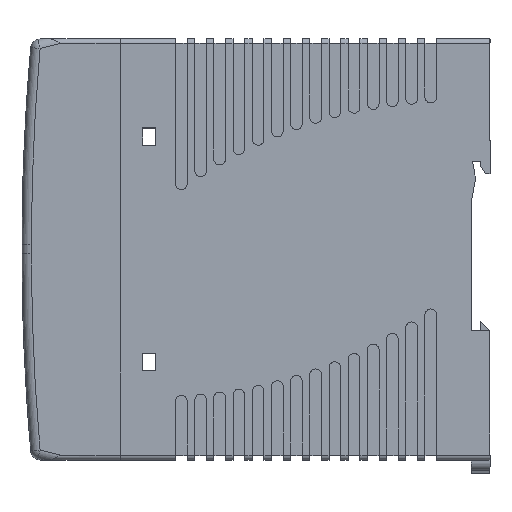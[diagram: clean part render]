
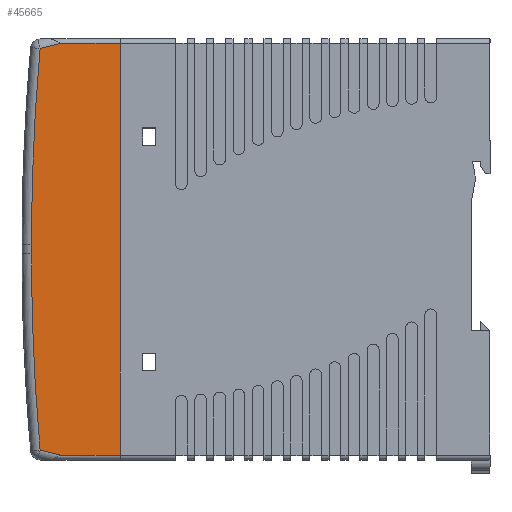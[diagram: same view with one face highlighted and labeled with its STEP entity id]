
A CAD part, top view. The second image highlights one B-rep face of the part: STEP entity #45665.
In plain terms, the highlighted face is planar.
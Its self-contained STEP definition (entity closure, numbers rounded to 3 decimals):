
#44979=CARTESIAN_POINT('',(-50.339,-70.214,0.0));
#44980=VERTEX_POINT('',#44979);
#44988=CARTESIAN_POINT('',(-37.585,-70.214,0.0));
#44989=VERTEX_POINT('',#44988);
#44990=CARTESIAN_POINT('',(-50.339,-70.214,0.0));
#44991=DIRECTION('',(1.0,0.0,0.0));
#44992=VECTOR('',#44991,12.754);
#44993=LINE('',#44990,#44992);
#44994=EDGE_CURVE('',#44980,#44989,#44993,.T.);
#45016=CARTESIAN_POINT('',(-33.203,-69.118,0.0));
#45017=VERTEX_POINT('',#45016);
#45128=CARTESIAN_POINT('',(-33.203,16.69,0.0));
#45129=VERTEX_POINT('',#45128);
#45298=CARTESIAN_POINT('',(-31.339,-25.214,0.0));
#45299=VERTEX_POINT('',#45298);
#45307=CARTESIAN_POINT('',(-503.401,-25.214,0.0));
#45308=DIRECTION('',(0.0,0.0,1.));
#45309=DIRECTION('',(0.999,0.046,0.0));
#45310=AXIS2_PLACEMENT_3D('',#45307,#45308,#45309);
#45311=CIRCLE('',#45310,472.063);
#45312=EDGE_CURVE('',#45299,#45129,#45311,.T.);
#45333=CARTESIAN_POINT('',(-37.585,17.786,0.));
#45334=VERTEX_POINT('',#45333);
#45335=CARTESIAN_POINT('',(-33.203,16.69,0.0));
#45336=DIRECTION('',(-0.97,0.243,0.));
#45337=VECTOR('',#45336,4.518);
#45338=LINE('',#45335,#45337);
#45339=EDGE_CURVE('',#45129,#45334,#45338,.T.);
#45387=CARTESIAN_POINT('',(-31.339,-27.214,0.0));
#45388=VERTEX_POINT('',#45387);
#45396=CARTESIAN_POINT('',(-31.339,-27.214,0.0));
#45397=DIRECTION('',(0.,1.0,0.0));
#45398=VECTOR('',#45397,2.);
#45399=LINE('',#45396,#45398);
#45400=EDGE_CURVE('',#45388,#45299,#45399,.T.);
#45417=CARTESIAN_POINT('',(-50.339,17.786,0.0));
#45418=VERTEX_POINT('',#45417);
#45435=CARTESIAN_POINT('',(-37.585,17.786,0.));
#45436=DIRECTION('',(-1.0,0.0,0.0));
#45437=VECTOR('',#45436,12.754);
#45438=LINE('',#45435,#45437);
#45439=EDGE_CURVE('',#45334,#45418,#45438,.T.);
#45504=CARTESIAN_POINT('',(-503.401,-27.214,0.0));
#45505=DIRECTION('',(0.0,0.0,1.));
#45506=DIRECTION('',(0.999,-0.046,0.0));
#45507=AXIS2_PLACEMENT_3D('',#45504,#45505,#45506);
#45508=CIRCLE('',#45507,472.062);
#45509=EDGE_CURVE('',#45017,#45388,#45508,.T.);
#45519=CARTESIAN_POINT('',(-37.585,-70.214,0.0));
#45520=DIRECTION('',(0.97,0.243,0.0));
#45521=VECTOR('',#45520,4.518);
#45522=LINE('',#45519,#45521);
#45523=EDGE_CURVE('',#44989,#45017,#45522,.T.);
#45645=CARTESIAN_POINT('',(-40.333,-26.214,0.0));
#45646=DIRECTION('',(0.0,0.0,1.0));
#45647=DIRECTION('',(1.0,0.0,0.0));
#45648=AXIS2_PLACEMENT_3D('',#45645,#45646,#45647);
#45649=PLANE('',#45648);
#45650=ORIENTED_EDGE('',*,*,#45439,.F.);
#45651=ORIENTED_EDGE('',*,*,#45339,.F.);
#45652=ORIENTED_EDGE('',*,*,#45312,.F.);
#45653=ORIENTED_EDGE('',*,*,#45400,.F.);
#45654=ORIENTED_EDGE('',*,*,#45509,.F.);
#45655=ORIENTED_EDGE('',*,*,#45523,.F.);
#45656=ORIENTED_EDGE('',*,*,#44994,.F.);
#45657=CARTESIAN_POINT('',(-50.339,17.786,0.0));
#45658=DIRECTION('',(0.0,-1.0,0.0));
#45659=VECTOR('',#45658,88.0);
#45660=LINE('',#45657,#45659);
#45661=EDGE_CURVE('',#45418,#44980,#45660,.T.);
#45662=ORIENTED_EDGE('',*,*,#45661,.F.);
#45663=EDGE_LOOP('',(#45650,#45651,#45652,#45653,#45654,#45655,#45656,#45662));
#45664=FACE_OUTER_BOUND('',#45663,.T.);
#45665=ADVANCED_FACE('',(#45664),#45649,.F.);
